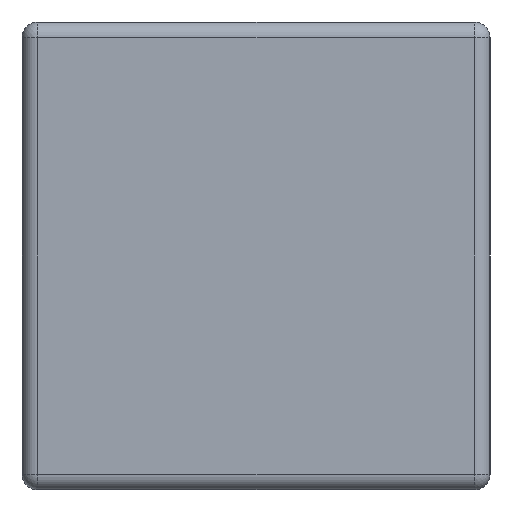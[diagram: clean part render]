
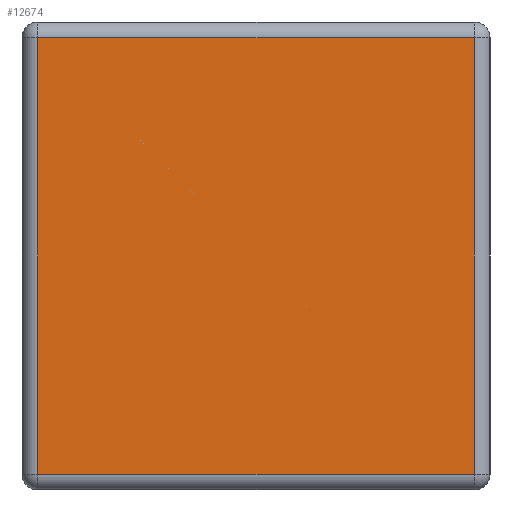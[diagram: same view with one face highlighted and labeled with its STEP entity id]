
A CAD part, left-side view. The second image highlights one B-rep face of the part: STEP entity #12674.
In plain terms, the highlighted planar face has unit normal (-1, 0, 0).
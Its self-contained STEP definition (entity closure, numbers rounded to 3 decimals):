
#3754=DIRECTION('',(0.,0.,-1.));
#3755=VECTOR('',#3754,0.28);
#3756=CARTESIAN_POINT('',(-0.3,0.01,0.14));
#3757=LINE('',#3756,#3755);
#3761=DIRECTION('',(0.,1.,0.));
#3762=VECTOR('',#3761,0.28);
#3763=CARTESIAN_POINT('',(-0.3,0.01,-0.14));
#3764=LINE('',#3763,#3762);
#3768=DIRECTION('',(0.,0.,1.));
#3769=VECTOR('',#3768,0.28);
#3770=CARTESIAN_POINT('',(-0.3,0.29,-0.14));
#3771=LINE('',#3770,#3769);
#3775=DIRECTION('',(0.,-1.,0.));
#3776=VECTOR('',#3775,0.28);
#3777=CARTESIAN_POINT('',(-0.3,0.29,0.14));
#3778=LINE('',#3777,#3776);
#6800=CARTESIAN_POINT('',(-0.3,0.01,0.14));
#6801=CARTESIAN_POINT('',(-0.3,0.01,-0.14));
#6802=VERTEX_POINT('',#6800);
#6803=VERTEX_POINT('',#6801);
#6808=CARTESIAN_POINT('',(-0.3,0.29,-0.14));
#6809=VERTEX_POINT('',#6808);
#6814=CARTESIAN_POINT('',(-0.3,0.29,0.14));
#6815=VERTEX_POINT('',#6814);
#12662=CARTESIAN_POINT('',(-0.3,0.,-0.15));
#12663=DIRECTION('',(-1.,0.,0.));
#12664=DIRECTION('',(0.,0.,1.));
#12665=AXIS2_PLACEMENT_3D('',#12662,#12663,#12664);
#12666=PLANE('',#12665);
#12667=ORIENTED_EDGE('',*,*,#11382,.T.);
#12668=ORIENTED_EDGE('',*,*,#12644,.T.);
#12669=ORIENTED_EDGE('',*,*,#10383,.T.);
#12671=ORIENTED_EDGE('',*,*,#12670,.T.);
#12672=EDGE_LOOP('',(#12667,#12668,#12669,#12671));
#12673=FACE_OUTER_BOUND('',#12672,.F.);
#12674=ADVANCED_FACE('',(#12673),#12666,.T.);
#10383=EDGE_CURVE('',#6809,#6815,#3771,.T.);
#11382=EDGE_CURVE('',#6802,#6803,#3757,.T.);
#12644=EDGE_CURVE('',#6803,#6809,#3764,.T.);
#12670=EDGE_CURVE('',#6815,#6802,#3778,.T.);
